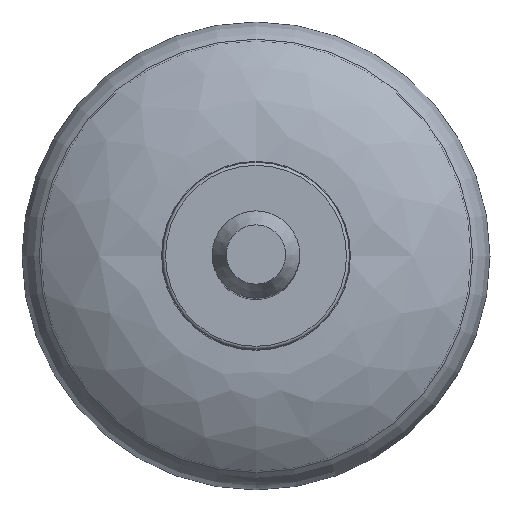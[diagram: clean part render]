
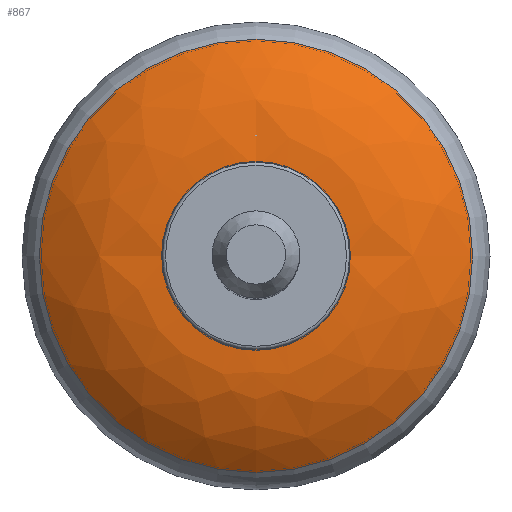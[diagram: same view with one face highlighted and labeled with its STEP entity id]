
A CAD part, top view. The second image highlights one B-rep face of the part: STEP entity #867.
In plain terms, the highlighted free-form (B-spline) face has degree [2, 2] with [3, 9] control points.
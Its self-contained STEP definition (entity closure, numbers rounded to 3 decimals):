
#174=(
BOUNDED_SURFACE()
B_SPLINE_SURFACE(2,2,((#1586,#1587,#1588,#1589,#1590,#1591,#1592,#1593,
#1594),(#1595,#1596,#1597,#1598,#1599,#1600,#1601,#1602,#1603),(#1604,#1605,
#1606,#1607,#1608,#1609,#1610,#1611,#1612)),.UNSPECIFIED.,.F.,.T.,.F.)
B_SPLINE_SURFACE_WITH_KNOTS((3,3),(3,2,2,2,3),(-1.603,-0.859),
(-3.142,-1.571,0.,1.571,3.142),
 .UNSPECIFIED.)
GEOMETRIC_REPRESENTATION_ITEM()
RATIONAL_B_SPLINE_SURFACE(((1.,0.707,1.,0.707,1.,
0.707,1.,0.707,1.),(0.932,0.659,
0.932,0.659,0.932,0.659,
0.932,0.659,0.932),(1.,0.707,
1.,0.707,1.,0.707,1.,0.707,1.)))
REPRESENTATION_ITEM('')
SURFACE()
);
#179=FACE_OUTER_BOUND('',#245,.T.);
#245=EDGE_LOOP('',(#619,#620,#621,#622));
#332=CIRCLE('',#1066,34.719);
#333=CIRCLE('',#1067,30.);
#334=CIRCLE('',#1068,14.159);
#418=VERTEX_POINT('',#1583);
#419=VERTEX_POINT('',#1613);
#495=EDGE_CURVE('',#418,#418,#332,.T.);
#496=EDGE_CURVE('',#418,#419,#333,.T.);
#497=EDGE_CURVE('',#419,#419,#334,.T.);
#619=ORIENTED_EDGE('',*,*,#495,.F.);
#620=ORIENTED_EDGE('',*,*,#496,.T.);
#621=ORIENTED_EDGE('',*,*,#497,.T.);
#622=ORIENTED_EDGE('',*,*,#496,.F.);
#867=ADVANCED_FACE('',(#179),#174,.F.);
#1066=AXIS2_PLACEMENT_3D('',#1585,#1237,#1238);
#1067=AXIS2_PLACEMENT_3D('',#1614,#1239,#1240);
#1068=AXIS2_PLACEMENT_3D('',#1615,#1241,#1242);
#1237=DIRECTION('center_axis',(0.,0.,-1.));
#1238=DIRECTION('ref_axis',(0.,1.,0.));
#1239=DIRECTION('center_axis',(-1.,0.,0.));
#1240=DIRECTION('ref_axis',(0.,-1.,0.));
#1241=DIRECTION('center_axis',(0.,0.,-1.));
#1242=DIRECTION('ref_axis',(0.,1.,0.));
#1583=CARTESIAN_POINT('',(0.,-34.719,-9.277));
#1585=CARTESIAN_POINT('Origin',(0.,0.,-9.277));
#1586=CARTESIAN_POINT('Ctrl Pts',(0.,-14.159,-2.016));
#1587=CARTESIAN_POINT('Ctrl Pts',(-14.159,-14.159,-2.016));
#1588=CARTESIAN_POINT('Ctrl Pts',(-14.159,0.,
-2.016));
#1589=CARTESIAN_POINT('Ctrl Pts',(-14.159,14.159,-2.016));
#1590=CARTESIAN_POINT('Ctrl Pts',(0.,14.159,-2.016));
#1591=CARTESIAN_POINT('Ctrl Pts',(14.159,14.159,-2.016));
#1592=CARTESIAN_POINT('Ctrl Pts',(14.159,0.,
-2.016));
#1593=CARTESIAN_POINT('Ctrl Pts',(14.159,-14.159,-2.016));
#1594=CARTESIAN_POINT('Ctrl Pts',(0.,-14.159,-2.016));
#1595=CARTESIAN_POINT('Ctrl Pts',(0.,-25.855,-1.636));
#1596=CARTESIAN_POINT('Ctrl Pts',(-25.855,-25.855,-1.636));
#1597=CARTESIAN_POINT('Ctrl Pts',(-25.855,0.,
-1.636));
#1598=CARTESIAN_POINT('Ctrl Pts',(-25.855,25.855,-1.636));
#1599=CARTESIAN_POINT('Ctrl Pts',(0.,25.855,-1.636));
#1600=CARTESIAN_POINT('Ctrl Pts',(25.855,25.855,-1.636));
#1601=CARTESIAN_POINT('Ctrl Pts',(25.855,0.,
-1.636));
#1602=CARTESIAN_POINT('Ctrl Pts',(25.855,-25.855,-1.636));
#1603=CARTESIAN_POINT('Ctrl Pts',(0.,-25.855,-1.636));
#1604=CARTESIAN_POINT('Ctrl Pts',(0.,-34.719,-9.277));
#1605=CARTESIAN_POINT('Ctrl Pts',(-34.719,-34.719,-9.277));
#1606=CARTESIAN_POINT('Ctrl Pts',(-34.719,0.,
-9.277));
#1607=CARTESIAN_POINT('Ctrl Pts',(-34.719,34.719,-9.277));
#1608=CARTESIAN_POINT('Ctrl Pts',(0.,34.719,-9.277));
#1609=CARTESIAN_POINT('Ctrl Pts',(34.719,34.719,-9.277));
#1610=CARTESIAN_POINT('Ctrl Pts',(34.719,0.,
-9.277));
#1611=CARTESIAN_POINT('Ctrl Pts',(34.719,-34.719,-9.277));
#1612=CARTESIAN_POINT('Ctrl Pts',(0.,-34.719,-9.277));
#1613=CARTESIAN_POINT('',(0.,-14.159,-2.016));
#1614=CARTESIAN_POINT('Origin',(0.,-15.132,
-32.));
#1615=CARTESIAN_POINT('Origin',(0.,0.,-2.016));
